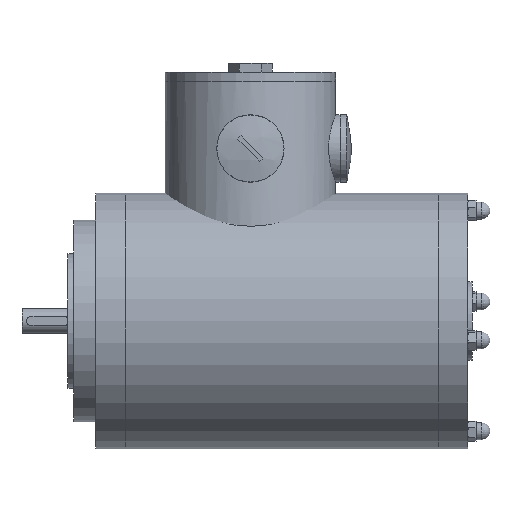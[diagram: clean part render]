
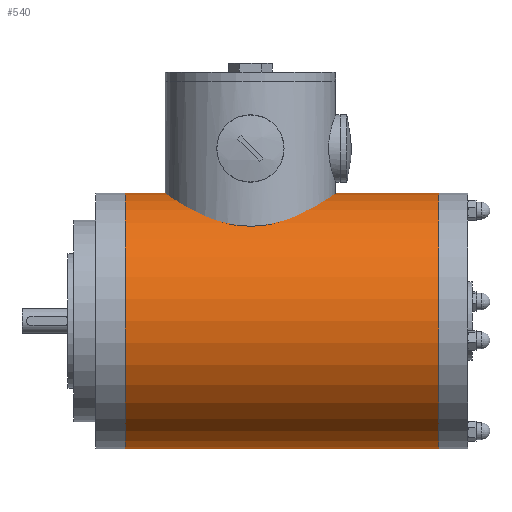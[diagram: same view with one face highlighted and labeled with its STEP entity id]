
A CAD part, front view. The second image highlights one B-rep face of the part: STEP entity #540.
In plain terms, the highlighted cylindrical face has radius 57 mm (diameter 114 mm), a full revolution.
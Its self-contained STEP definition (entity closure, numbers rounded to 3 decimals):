
#540=ADVANCED_FACE('', (#550,#560), #570, .T.);
#8860=AXIS2_PLACEMENT_3D('Ax2Pl3d', #8870, #8880, #8890);
#8940=AXIS2_PLACEMENT_3D('Ax2Pl3d', #8950, #8960, #8970);
#8980=AXIS2_PLACEMENT_3D('Ax2Pl3d', #8990, #9000, #9010);
#8870=CARTESIAN_POINT('HicPkt', (140.061,0.029,0.));
#66080=CARTESIAN_POINT('', (140.061,57.029,0.));
#8950=CARTESIAN_POINT('HicPkt', (0.061,0.029,
0.));
#8990=CARTESIAN_POINT('HicPkt', (0.061,0.029,0.));
#66100=CARTESIAN_POINT('', (0.061,57.029,0.));
#70230=CIRCLE('Circle', #8860, 57.);
#70250=CIRCLE('Circle', #8980, 57.);
#570=CYLINDRICAL_SURFACE('Zyl', #8940, 57.);
#8880=DIRECTION('Axis', (1.,0.,0.));
#8890=DIRECTION('RefDirection', (0.,0.,-1.));
#8960=DIRECTION('Axis', (1.,0.,0.));
#8970=DIRECTION('RefDirection', (0.,0.,-1.));
#9000=DIRECTION('Axis', (1.,0.,0.));
#9010=DIRECTION('RefDirection', (0.,0.,-1.));
#84220=EDGE_CURVE('', #84230, #84230, #70230, .T.);
#84260=EDGE_CURVE('', #84270, #84270, #70250, .T.);
#92370=EDGE_LOOP('Edge_loop', (#92380));
#92390=EDGE_LOOP('Edge_loop', (#92400));
#560=FACE_BOUND('', #92390, .T.);
#550=FACE_OUTER_BOUND('Face_outer_bound', #92370, .T.);
#92380=ORIENTED_EDGE('', *, *, #84220, .F.);
#92400=ORIENTED_EDGE('', *, *, #84260, .T.);
#84230=VERTEX_POINT('', #66080);
#84270=VERTEX_POINT('', #66100);
